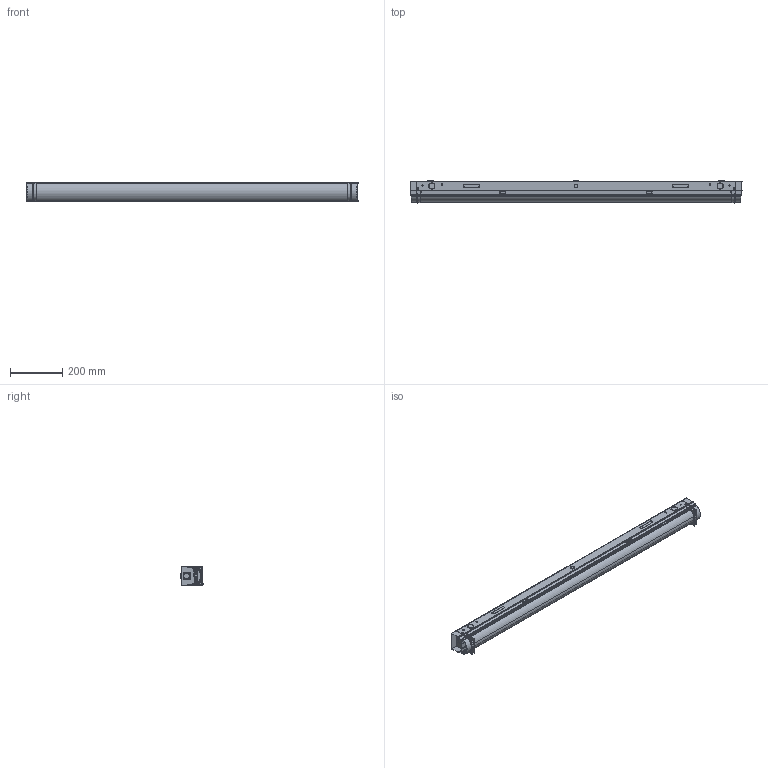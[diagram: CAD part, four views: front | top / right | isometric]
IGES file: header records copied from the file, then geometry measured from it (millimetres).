
Start section:  PTC IGES file: 210188.igs
Global section: file name: 210188.igs; native system: Creo Parametric by PTC Inc.; preprocessor: 2018300; author: pdmadmin; organization: Unknown; date: 20190227.095129; units: millimetre
Bounding box: 1268.8 x 84.67 x 74.95 mm (x, y, z)
Volume: 416265 mm3; surface area: 4079384.5 mm2
Topology: 23 solids, 31 shells, 3242 faces, 17862 edges, 23761 vertices
Faces by surface type: revolution 1870, bspline 1372
